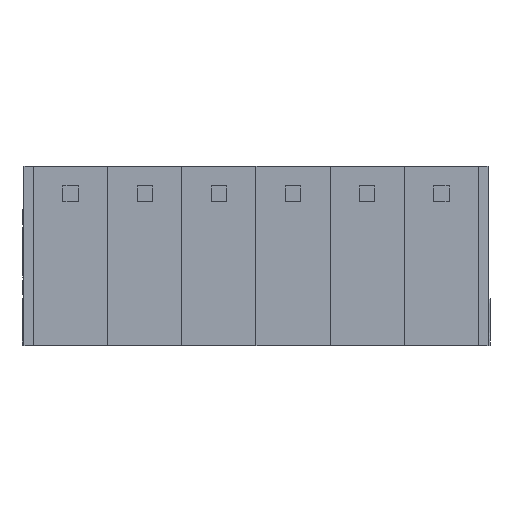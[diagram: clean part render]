
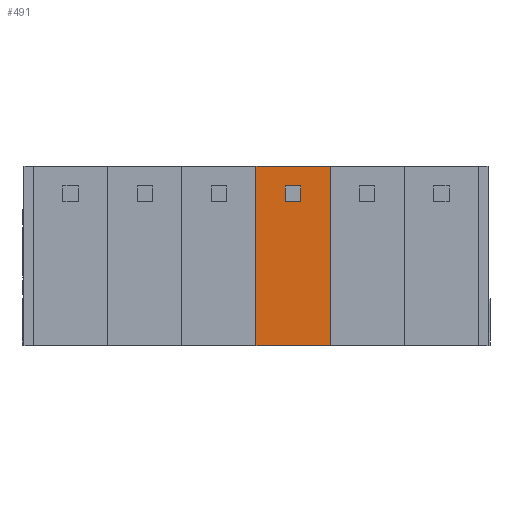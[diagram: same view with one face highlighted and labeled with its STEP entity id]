
A CAD part, front view. The second image highlights one B-rep face of the part: STEP entity #491.
In plain terms, the highlighted face is planar.
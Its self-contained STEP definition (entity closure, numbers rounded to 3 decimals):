
#108 = LINE ( 'NONE', #9633, #14903 ) ;
#200 = VERTEX_POINT ( 'NONE', #14678 ) ;
#444 = ORIENTED_EDGE ( 'NONE', *, *, #4892, .T. ) ;
#491 = ADVANCED_FACE ( 'NONE', ( #2166, #3826 ), #15398, .F. ) ;
#830 = VERTEX_POINT ( 'NONE', #10718 ) ;
#1197 = DIRECTION ( 'NONE',  ( 1., 0., 0. ) ) ;
#1231 = ORIENTED_EDGE ( 'NONE', *, *, #3386, .F. ) ;
#1681 = VERTEX_POINT ( 'NONE', #8771 ) ;
#1800 = EDGE_CURVE ( 'NONE', #8200, #5144, #1969, .T. ) ;
#1969 = LINE ( 'NONE', #4983, #11810 ) ;
#2098 = VERTEX_POINT ( 'NONE', #10844 ) ;
#2166 = FACE_BOUND ( 'NONE', #11300, .T. ) ;
#2204 = ORIENTED_EDGE ( 'NONE', *, *, #1800, .F. ) ;
#2516 = DIRECTION ( 'NONE',  ( -1., 0., 0. ) ) ;
#2568 = CARTESIAN_POINT ( 'NONE',  ( -17.63, -4.6, -3.7 ) ) ;
#3041 = ORIENTED_EDGE ( 'NONE', *, *, #6078, .F. ) ;
#3095 = LINE ( 'NONE', #3526, #5557 ) ;
#3306 = CARTESIAN_POINT ( 'NONE',  ( 0., 0., -3.7 ) ) ;
#3386 = EDGE_CURVE ( 'NONE', #5144, #200, #7548, .T. ) ;
#3526 = CARTESIAN_POINT ( 'NONE',  ( 1.905, 4.6, -3.7 ) ) ;
#3737 = CARTESIAN_POINT ( 'NONE',  ( -0.4, -2.8, -3.7 ) ) ;
#3826 = FACE_OUTER_BOUND ( 'NONE', #4665, .T. ) ;
#3850 = CARTESIAN_POINT ( 'NONE',  ( -0.4, -3.6, -3.7 ) ) ;
#3990 = ORIENTED_EDGE ( 'NONE', *, *, #4922, .F. ) ;
#4053 = LINE ( 'NONE', #5989, #14385 ) ;
#4061 = VECTOR ( 'NONE', #12661, 1000. ) ;
#4126 = CARTESIAN_POINT ( 'NONE',  ( 1.905, -4.6, -3.7 ) ) ;
#4342 = ORIENTED_EDGE ( 'NONE', *, *, #8296, .T. ) ;
#4605 = DIRECTION ( 'NONE',  ( 0., 0., 1. ) ) ;
#4665 = EDGE_LOOP ( 'NONE', ( #4342, #3041, #1231, #2204 ) ) ;
#4807 = DIRECTION ( 'NONE',  ( -1., 0., 0. ) ) ;
#4892 = EDGE_CURVE ( 'NONE', #2098, #8821, #4053, .T. ) ;
#4922 = EDGE_CURVE ( 'NONE', #1681, #8821, #14139, .T. ) ;
#4983 = CARTESIAN_POINT ( 'NONE',  ( 17.63, 4.6, -3.7 ) ) ;
#5077 = DIRECTION ( 'NONE',  ( 1., 0., 0. ) ) ;
#5144 = VERTEX_POINT ( 'NONE', #13903 ) ;
#5407 = LINE ( 'NONE', #3737, #10751 ) ;
#5557 = VECTOR ( 'NONE', #10171, 1000. ) ;
#5771 = VERTEX_POINT ( 'NONE', #4126 ) ;
#5984 = EDGE_CURVE ( 'NONE', #830, #1681, #108, .T. ) ;
#5989 = CARTESIAN_POINT ( 'NONE',  ( -0.4, -3.2, -3.7 ) ) ;
#6078 = EDGE_CURVE ( 'NONE', #200, #5771, #6214, .T. ) ;
#6214 = LINE ( 'NONE', #2568, #6642 ) ;
#6642 = VECTOR ( 'NONE', #1197, 1000. ) ;
#7548 = LINE ( 'NONE', #11232, #4061 ) ;
#8055 = ORIENTED_EDGE ( 'NONE', *, *, #12618, .T. ) ;
#8200 = VERTEX_POINT ( 'NONE', #11071 ) ;
#8296 = EDGE_CURVE ( 'NONE', #8200, #5771, #3095, .T. ) ;
#8771 = CARTESIAN_POINT ( 'NONE',  ( 0.4, -3.6, -3.7 ) ) ;
#8821 = VERTEX_POINT ( 'NONE', #3850 ) ;
#9633 = CARTESIAN_POINT ( 'NONE',  ( 0.4, 0., -3.7 ) ) ;
#10171 = DIRECTION ( 'NONE',  ( 0., -1., 0. ) ) ;
#10447 = VECTOR ( 'NONE', #15329, 1000. ) ;
#10718 = CARTESIAN_POINT ( 'NONE',  ( 0.4, -2.8, -3.7 ) ) ;
#10751 = VECTOR ( 'NONE', #4807, 1000. ) ;
#10844 = CARTESIAN_POINT ( 'NONE',  ( -0.4, -2.8, -3.7 ) ) ;
#11071 = CARTESIAN_POINT ( 'NONE',  ( 1.905, 4.6, -3.7 ) ) ;
#11232 = CARTESIAN_POINT ( 'NONE',  ( -1.905, 0., -3.7 ) ) ;
#11300 = EDGE_LOOP ( 'NONE', ( #8055, #444, #3990, #14649 ) ) ;
#11355 = CARTESIAN_POINT ( 'NONE',  ( -0.4, -3.6, -3.7 ) ) ;
#11800 = AXIS2_PLACEMENT_3D ( 'NONE', #3306, #4605, #5077 ) ;
#11810 = VECTOR ( 'NONE', #2516, 1000. ) ;
#11846 = DIRECTION ( 'NONE',  ( 0., -1., 0. ) ) ;
#12618 = EDGE_CURVE ( 'NONE', #830, #2098, #5407, .T. ) ;
#12661 = DIRECTION ( 'NONE',  ( 0., -1., 0. ) ) ;
#13903 = CARTESIAN_POINT ( 'NONE',  ( -1.905, 4.6, -3.7 ) ) ;
#14139 = LINE ( 'NONE', #11355, #10447 ) ;
#14159 = DIRECTION ( 'NONE',  ( 0., -1., 0. ) ) ;
#14385 = VECTOR ( 'NONE', #14159, 1000. ) ;
#14649 = ORIENTED_EDGE ( 'NONE', *, *, #5984, .F. ) ;
#14678 = CARTESIAN_POINT ( 'NONE',  ( -1.905, -4.6, -3.7 ) ) ;
#14903 = VECTOR ( 'NONE', #11846, 1000. ) ;
#15329 = DIRECTION ( 'NONE',  ( -1., 0., 0. ) ) ;
#15398 = PLANE ( 'NONE',  #11800 ) ;
